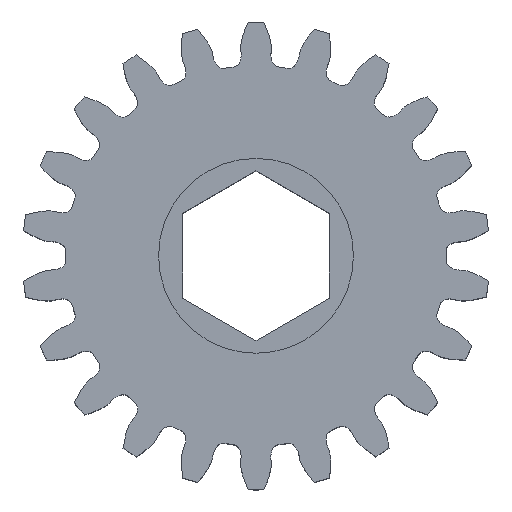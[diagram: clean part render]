
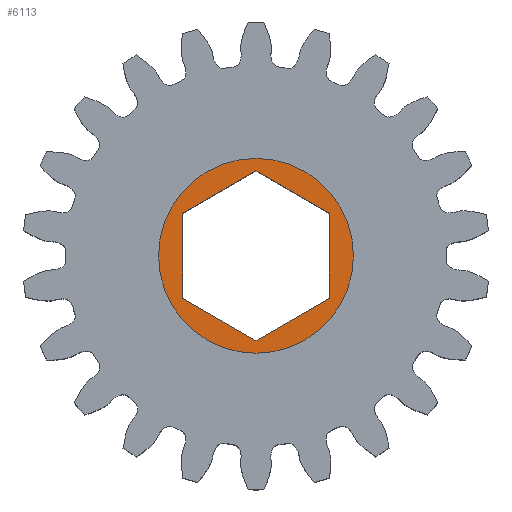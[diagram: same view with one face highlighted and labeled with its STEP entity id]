
A CAD part, top view. The second image highlights one B-rep face of the part: STEP entity #6113.
In plain terms, the highlighted planar face has unit normal (0, 0, 1).
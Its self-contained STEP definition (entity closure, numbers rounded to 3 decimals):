
#202 = DIRECTION ( 'NONE',  ( -0.866, -0.5, 0. ) ) ;
#252 = VECTOR ( 'NONE', #202, 1000. ) ;
#768 = CARTESIAN_POINT ( 'NONE',  ( -4.788, -2.764, 6.3 ) ) ;
#919 = DIRECTION ( 'NONE',  ( 0., 0., -1. ) ) ;
#1053 = VECTOR ( 'NONE', #4059, 1000. ) ;
#1401 = EDGE_LOOP ( 'NONE', ( #2611, #5779 ) ) ;
#1420 = ORIENTED_EDGE ( 'NONE', *, *, #6368, .T. ) ;
#1452 = DIRECTION ( 'NONE',  ( -0.866, 0.5, 0. ) ) ;
#1541 = ORIENTED_EDGE ( 'NONE', *, *, #4606, .T. ) ;
#1626 = CARTESIAN_POINT ( 'NONE',  ( 0., 5.529, 6.3 ) ) ;
#1670 = DIRECTION ( 'NONE',  ( 0., 1., 0. ) ) ;
#1694 = CARTESIAN_POINT ( 'NONE',  ( 4.788, 2.764, 6.3 ) ) ;
#1731 = AXIS2_PLACEMENT_3D ( 'NONE', #7893, #1853, #6430 ) ;
#1853 = DIRECTION ( 'NONE',  ( 0., 0., -1. ) ) ;
#1930 = AXIS2_PLACEMENT_3D ( 'NONE', #6729, #3692, #4603 ) ;
#2574 = FACE_BOUND ( 'NONE', #4379, .T. ) ;
#2611 = ORIENTED_EDGE ( 'NONE', *, *, #3353, .F. ) ;
#3234 = EDGE_CURVE ( 'NONE', #4455, #7868, #4110, .T. ) ;
#3349 = CARTESIAN_POINT ( 'NONE',  ( 0., 6.35, 6.3 ) ) ;
#3353 = EDGE_CURVE ( 'NONE', #7868, #4455, #4342, .T. ) ;
#3671 = ORIENTED_EDGE ( 'NONE', *, *, #3843, .T. ) ;
#3673 = VERTEX_POINT ( 'NONE', #8856 ) ;
#3692 = DIRECTION ( 'NONE',  ( 0., 0., -1. ) ) ;
#3843 = EDGE_CURVE ( 'NONE', #7381, #6576, #7832, .T. ) ;
#3976 = CARTESIAN_POINT ( 'NONE',  ( 0., 0., 6.3 ) ) ;
#4059 = DIRECTION ( 'NONE',  ( 0.866, 0.5, 0. ) ) ;
#4100 = LINE ( 'NONE', #6617, #7576 ) ;
#4110 = CIRCLE ( 'NONE', #1930, 6.35 ) ;
#4127 = AXIS2_PLACEMENT_3D ( 'NONE', #3976, #919, #1670 ) ;
#4169 = CARTESIAN_POINT ( 'NONE',  ( 0., -5.529, 6.3 ) ) ;
#4296 = CARTESIAN_POINT ( 'NONE',  ( -4.788, -2.764, 6.3 ) ) ;
#4342 = CIRCLE ( 'NONE', #4127, 6.35 ) ;
#4379 = EDGE_LOOP ( 'NONE', ( #6349, #3671, #1541, #8091, #1420, #7359 ) ) ;
#4455 = VERTEX_POINT ( 'NONE', #7730 ) ;
#4603 = DIRECTION ( 'NONE',  ( 0., 1., 0. ) ) ;
#4606 = EDGE_CURVE ( 'NONE', #6576, #9507, #9484, .T. ) ;
#4667 = EDGE_CURVE ( 'NONE', #6692, #4725, #4100, .T. ) ;
#4706 = CARTESIAN_POINT ( 'NONE',  ( 4.788, 2.764, 6.3 ) ) ;
#4725 = VERTEX_POINT ( 'NONE', #768 ) ;
#4809 = EDGE_CURVE ( 'NONE', #9507, #3673, #5848, .T. ) ;
#5522 = VECTOR ( 'NONE', #8665, 1000. ) ;
#5550 = DIRECTION ( 'NONE',  ( 0., -1., 0. ) ) ;
#5779 = ORIENTED_EDGE ( 'NONE', *, *, #3234, .F. ) ;
#5848 = LINE ( 'NONE', #4706, #7242 ) ;
#5874 = CARTESIAN_POINT ( 'NONE',  ( -4.788, 2.764, 6.3 ) ) ;
#6113 = ADVANCED_FACE ( 'NONE', ( #2574, #7347 ), #9478, .F. ) ;
#6118 = CARTESIAN_POINT ( 'NONE',  ( 4.788, -2.764, 6.3 ) ) ;
#6146 = CARTESIAN_POINT ( 'NONE',  ( 0., 5.529, 6.3 ) ) ;
#6349 = ORIENTED_EDGE ( 'NONE', *, *, #6725, .T. ) ;
#6368 = EDGE_CURVE ( 'NONE', #3673, #6692, #9503, .T. ) ;
#6430 = DIRECTION ( 'NONE',  ( 0., 1., 0. ) ) ;
#6576 = VERTEX_POINT ( 'NONE', #1626 ) ;
#6617 = CARTESIAN_POINT ( 'NONE',  ( 0., -5.529, 6.3 ) ) ;
#6660 = CARTESIAN_POINT ( 'NONE',  ( -4.788, 2.764, 6.3 ) ) ;
#6692 = VERTEX_POINT ( 'NONE', #4169 ) ;
#6725 = EDGE_CURVE ( 'NONE', #4725, #7381, #7485, .T. ) ;
#6729 = CARTESIAN_POINT ( 'NONE',  ( 0., 0., 6.3 ) ) ;
#7242 = VECTOR ( 'NONE', #5550, 1000. ) ;
#7347 = FACE_OUTER_BOUND ( 'NONE', #1401, .T. ) ;
#7359 = ORIENTED_EDGE ( 'NONE', *, *, #4667, .T. ) ;
#7381 = VERTEX_POINT ( 'NONE', #5874 ) ;
#7485 = LINE ( 'NONE', #4296, #5522 ) ;
#7576 = VECTOR ( 'NONE', #1452, 1000. ) ;
#7730 = CARTESIAN_POINT ( 'NONE',  ( 0., -6.35, 6.3 ) ) ;
#7832 = LINE ( 'NONE', #6660, #1053 ) ;
#7868 = VERTEX_POINT ( 'NONE', #3349 ) ;
#7893 = CARTESIAN_POINT ( 'NONE',  ( 0., 0., 6.3 ) ) ;
#8091 = ORIENTED_EDGE ( 'NONE', *, *, #4809, .T. ) ;
#8148 = DIRECTION ( 'NONE',  ( 0.866, -0.5, 0. ) ) ;
#8665 = DIRECTION ( 'NONE',  ( 0., 1., 0. ) ) ;
#8769 = VECTOR ( 'NONE', #8148, 1000. ) ;
#8856 = CARTESIAN_POINT ( 'NONE',  ( 4.788, -2.764, 6.3 ) ) ;
#9478 = PLANE ( 'NONE',  #1731 ) ;
#9484 = LINE ( 'NONE', #6146, #8769 ) ;
#9503 = LINE ( 'NONE', #6118, #252 ) ;
#9507 = VERTEX_POINT ( 'NONE', #1694 ) ;
